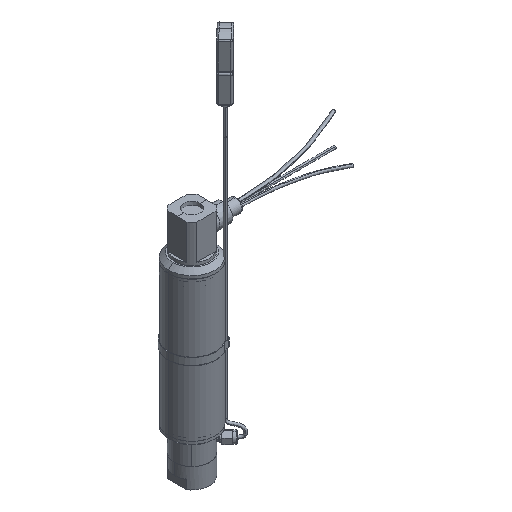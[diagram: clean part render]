
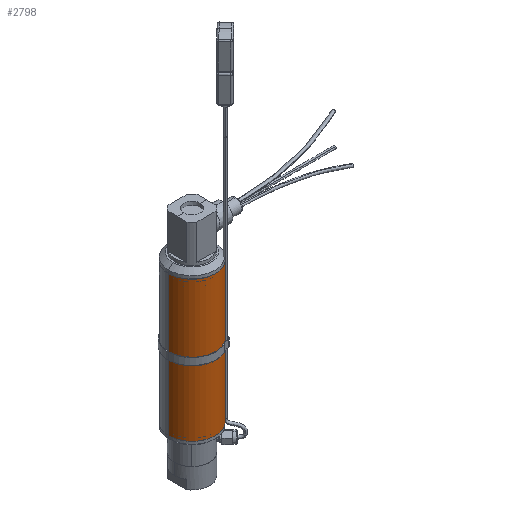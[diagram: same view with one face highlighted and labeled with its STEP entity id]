
A CAD part, isometric view. The second image highlights one B-rep face of the part: STEP entity #2798.
In plain terms, the highlighted cylindrical face has radius 25.4 mm (diameter 50.8 mm), a partial arc.
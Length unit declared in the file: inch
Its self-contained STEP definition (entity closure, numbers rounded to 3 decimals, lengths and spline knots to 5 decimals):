
#810 = VERTEX_POINT ( 'NONE', #4579 ) ;
#1146 = DIRECTION ( 'NONE',  ( 0., 0., 1. ) ) ;
#1179 = CIRCLE ( 'NONE', #6761, 1. ) ;
#1222 = CARTESIAN_POINT ( 'NONE',  ( 0.43109, -0.42328, -12.82114 ) ) ;
#1246 = DIRECTION ( 'NONE',  ( 1., 0., 0. ) ) ;
#1280 = VECTOR ( 'NONE', #1146, 39.37008 ) ;
#1286 = DIRECTION ( 'NONE',  ( 0., 0., 1. ) ) ;
#1327 = CARTESIAN_POINT ( 'NONE',  ( -0.56891, -0.42328, -12.82114 ) ) ;
#1427 = VERTEX_POINT ( 'NONE', #4303 ) ;
#2097 = CARTESIAN_POINT ( 'NONE',  ( 0.43109, -0.42328, -12.82114 ) ) ;
#2734 = ORIENTED_EDGE ( 'NONE', *, *, #5607, .T. ) ;
#2798 = ADVANCED_FACE ( 'NONE', ( #9477 ), #11853, .T. ) ;
#2928 = CARTESIAN_POINT ( 'NONE',  ( -0.56891, -0.42328, -6.77114 ) ) ;
#3092 = EDGE_CURVE ( 'NONE', #1427, #12677, #1179, .T. ) ;
#3558 = VERTEX_POINT ( 'NONE', #9413 ) ;
#3665 = EDGE_CURVE ( 'NONE', #1427, #3558, #4408, .T. ) ;
#3780 = ORIENTED_EDGE ( 'NONE', *, *, #3665, .F. ) ;
#3906 = DIRECTION ( 'NONE',  ( 1., 0., 0. ) ) ;
#4303 = CARTESIAN_POINT ( 'NONE',  ( -1.56891, -0.42328, -12.82114 ) ) ;
#4408 = LINE ( 'NONE', #7230, #9299 ) ;
#4579 = CARTESIAN_POINT ( 'NONE',  ( 0.43109, -0.42328, -6.77114 ) ) ;
#5607 = EDGE_CURVE ( 'NONE', #12677, #810, #9107, .T. ) ;
#6307 = DIRECTION ( 'NONE',  ( 0., 0., 1. ) ) ;
#6349 = CARTESIAN_POINT ( 'NONE',  ( -0.56891, -0.42328, -12.82114 ) ) ;
#6402 = DIRECTION ( 'NONE',  ( 1., 0., 0. ) ) ;
#6761 = AXIS2_PLACEMENT_3D ( 'NONE', #1327, #1286, #1246 ) ;
#6985 = CIRCLE ( 'NONE', #10025, 1. ) ;
#7045 = ORIENTED_EDGE ( 'NONE', *, *, #3092, .T. ) ;
#7221 = EDGE_LOOP ( 'NONE', ( #3780, #7045, #2734, #7902 ) ) ;
#7230 = CARTESIAN_POINT ( 'NONE',  ( -1.56891, -0.42328, -12.82114 ) ) ;
#7464 = DIRECTION ( 'NONE',  ( 0., 0., 1. ) ) ;
#7656 = EDGE_CURVE ( 'NONE', #810, #3558, #6985, .T. ) ;
#7902 = ORIENTED_EDGE ( 'NONE', *, *, #7656, .T. ) ;
#9107 = LINE ( 'NONE', #2097, #1280 ) ;
#9299 = VECTOR ( 'NONE', #7464, 39.37008 ) ;
#9413 = CARTESIAN_POINT ( 'NONE',  ( -1.56891, -0.42328, -6.77114 ) ) ;
#9477 = FACE_OUTER_BOUND ( 'NONE', #7221, .T. ) ;
#9596 = AXIS2_PLACEMENT_3D ( 'NONE', #6349, #6307, #6402 ) ;
#9794 = DIRECTION ( 'NONE',  ( 0., 0., -1. ) ) ;
#10025 = AXIS2_PLACEMENT_3D ( 'NONE', #2928, #9794, #3906 ) ;
#11853 = CYLINDRICAL_SURFACE ( 'NONE', #9596, 1. ) ;
#12677 = VERTEX_POINT ( 'NONE', #1222 ) ;
